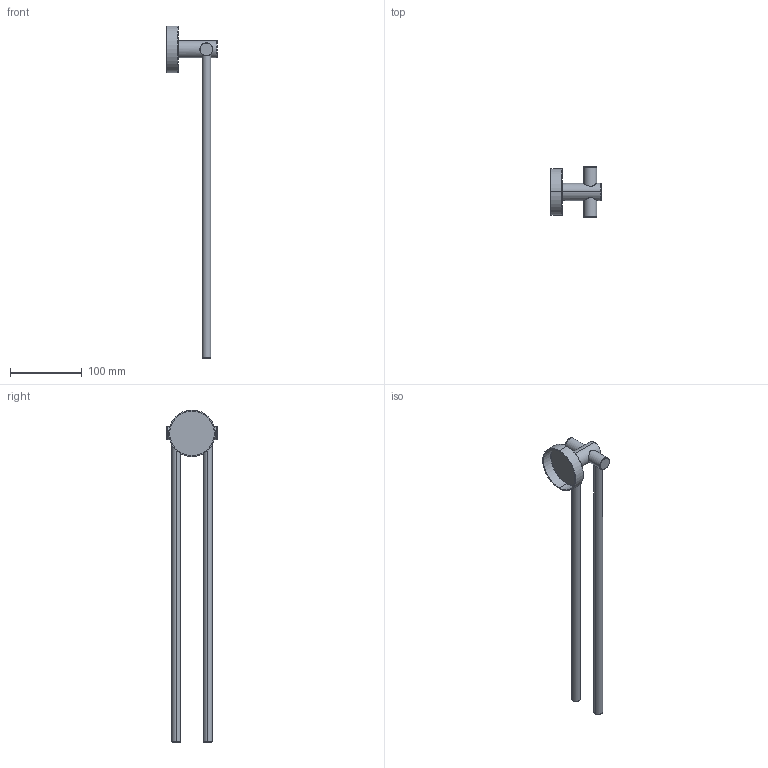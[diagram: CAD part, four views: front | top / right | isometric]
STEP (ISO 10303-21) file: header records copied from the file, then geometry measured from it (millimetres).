
FILE_DESCRIPTION (( 'STEP AP203' ), '1' );
FILE_NAME ('Marbea - 21586.STEP', '2013-03-22T17:29:05', ( '' ), ( '' ), 'SwSTEP 2.0', 'SolidWorks 2012', '' );
FILE_SCHEMA (( 'CONFIG_CONTROL_DESIGN' ));
Length unit declared in the file: millimetre
Products named in the file (5): Marbea 001 - wieszak 4; Marbea - 21586; Marbea 001 - wieszak 3; Marbea 001 - wieszak 2; Marbea 001
Assembly tree (5 placements, depth 2):
  Marbea - 21586
    Marbea 001
    Marbea 001 - wieszak 2
    Marbea 001 - wieszak 3
    Marbea 001 - wieszak 4  x2
Bounding box: 70 x 70 x 462.5 mm (x, y, z)
Volume: 141094.1 mm3; surface area: 56311.5 mm2
Topology: 5 solids, 5 shells, 65 faces, 122 edges, 74 vertices
Faces by surface type: cylinder 26, torus 22, plane 17
Entity records: 2369 total; most frequent: CARTESIAN_POINT 611, DIRECTION 306, ORIENTED_EDGE 216, AXIS2_PLACEMENT_3D 141, EDGE_CURVE 108, CIRCLE 76, EDGE_LOOP 66, VERTEX_POINT 66
